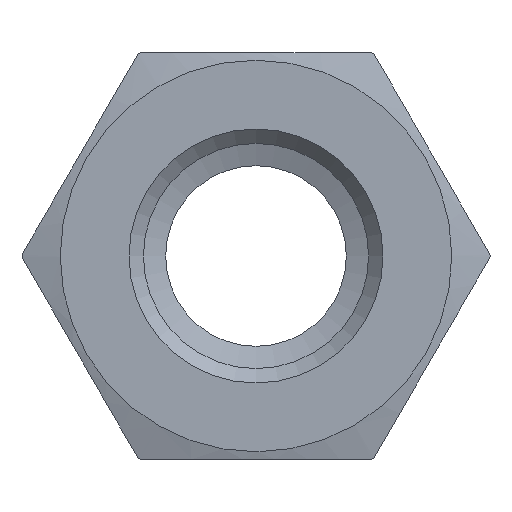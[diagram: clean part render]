
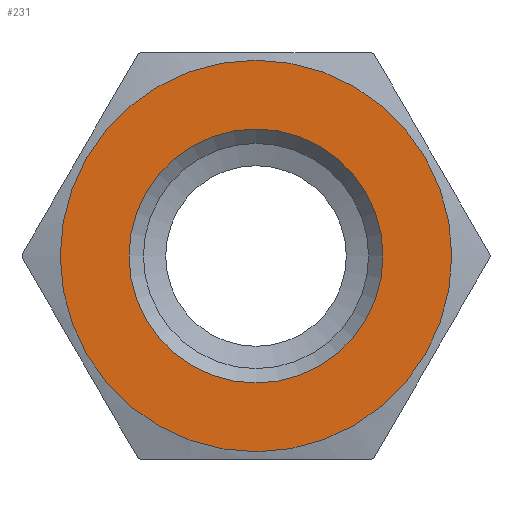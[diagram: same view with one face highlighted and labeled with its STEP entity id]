
A CAD part, left-side view. The second image highlights one B-rep face of the part: STEP entity #231.
In plain terms, the highlighted planar face has unit normal (-1, 0, 0).
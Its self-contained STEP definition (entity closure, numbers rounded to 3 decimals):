
#147=FACE_BOUND('',#307,.T.);
#148=FACE_BOUND('',#308,.T.);
#196=CIRCLE('',#632,13.);
#197=CIRCLE('',#634,8.431);
#231=ADVANCED_FACE('',(#147,#148),#244,.F.);
#244=PLANE('',#635);
#307=EDGE_LOOP('',(#447));
#308=EDGE_LOOP('',(#448));
#447=ORIENTED_EDGE('',*,*,#556,.T.);
#448=ORIENTED_EDGE('',*,*,#555,.T.);
#497=VERTEX_POINT('',#973);
#498=VERTEX_POINT('',#976);
#555=EDGE_CURVE('',#497,#497,#196,.T.);
#556=EDGE_CURVE('',#498,#498,#197,.T.);
#632=AXIS2_PLACEMENT_3D('',#972,#775,#776);
#634=AXIS2_PLACEMENT_3D('',#975,#779,#780);
#635=AXIS2_PLACEMENT_3D('',#977,#781,#782);
#775=DIRECTION('',(-1.,0.,0.));
#776=DIRECTION('',(0.,0.,1.));
#779=DIRECTION('',(1.,0.,0.));
#780=DIRECTION('',(0.,0.,-1.));
#781=DIRECTION('',(1.,0.,0.));
#782=DIRECTION('',(0.,0.,-1.));
#972=CARTESIAN_POINT('',(0.,0.,0.));
#973=CARTESIAN_POINT('',(0.,0.,13.));
#975=CARTESIAN_POINT('',(0.,0.,0.));
#976=CARTESIAN_POINT('',(0.,0.,-8.431));
#977=CARTESIAN_POINT('',(0.,0.,0.));
